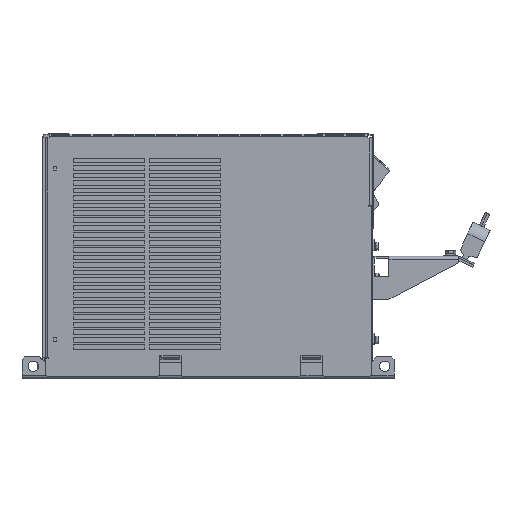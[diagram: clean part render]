
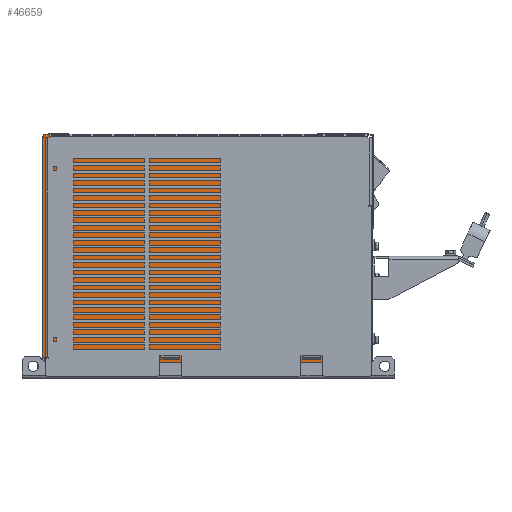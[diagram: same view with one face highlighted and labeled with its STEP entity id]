
A CAD part, left-side view. The second image highlights one B-rep face of the part: STEP entity #46659.
In plain terms, the highlighted planar face has unit normal (-1, 0, 0).
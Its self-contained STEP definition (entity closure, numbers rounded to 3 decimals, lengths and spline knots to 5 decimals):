
#2052=DIRECTION('',(0.,0.,-1.));
#2053=VECTOR('',#2052,0.00176);
#2054=CARTESIAN_POINT('',(-0.0625,-0.145,0.01626));
#2055=LINE('',#2054,#2053);
#2060=DIRECTION('',(0.,0.,-1.));
#2061=VECTOR('',#2060,0.18058);
#2062=CARTESIAN_POINT('',(-0.0625,-0.145,0.258));
#2063=LINE('',#2062,#2061);
#2127=DIRECTION('',(0.,0.,-1.));
#2128=VECTOR('',#2127,0.005);
#2129=CARTESIAN_POINT('',(-0.0625,0.175,0.02));
#2130=LINE('',#2129,#2128);
#3270=DIRECTION('',(0.,0.,-1.));
#3271=VECTOR('',#3270,0.00212);
#3272=CARTESIAN_POINT('',(-0.0625,-0.101,0.02027));
#3273=LINE('',#3272,#3271);
#3304=DIRECTION('',(0.,0.,1.));
#3305=VECTOR('',#3304,0.2355);
#3306=CARTESIAN_POINT('',(-0.0625,0.1775,0.02));
#3307=LINE('',#3306,#3305);
#3308=DIRECTION('',(0.,0.,1.));
#3309=VECTOR('',#3308,0.0015);
#3310=CARTESIAN_POINT('',(-0.0625,0.1765,0.2555));
#3311=LINE('',#3310,#3309);
#3312=CARTESIAN_POINT('',(-0.0625,0.174,0.257));
#3313=DIRECTION('',(1.,0.,0.));
#3314=DIRECTION('',(0.,1.,0.));
#3315=AXIS2_PLACEMENT_3D('',#3312,#3313,#3314);
#3317=DIRECTION('',(0.,-1.,0.));
#3318=VECTOR('',#3317,0.004);
#3319=CARTESIAN_POINT('',(-0.0625,0.174,0.2595));
#3320=LINE('',#3319,#3318);
#3321=DIRECTION('',(0.,-1.,0.));
#3322=VECTOR('',#3321,0.0015);
#3323=CARTESIAN_POINT('',(-0.0625,0.1745,0.2554));
#3324=LINE('',#3323,#3322);
#3347=DIRECTION('',(0.,0.,1.));
#3348=VECTOR('',#3347,0.2354);
#3349=CARTESIAN_POINT('',(-0.0625,0.173,0.02));
#3350=LINE('',#3349,#3348);
#3355=DIRECTION('',(0.,-1.,0.));
#3356=VECTOR('',#3355,0.0015);
#3357=CARTESIAN_POINT('',(-0.0625,0.1745,0.02));
#3358=LINE('',#3357,#3356);
#3377=DIRECTION('',(0.,0.,1.));
#3378=VECTOR('',#3377,0.2354);
#3379=CARTESIAN_POINT('',(-0.0625,0.1745,0.02));
#3380=LINE('',#3379,#3378);
#3519=DIRECTION('',(0.,0.,-1.));
#3520=VECTOR('',#3519,0.00212);
#3521=CARTESIAN_POINT('',(-0.0625,0.0505,0.02027));
#3522=LINE('',#3521,#3520);
#3553=DIRECTION('',(0.,-1.,0.));
#3554=VECTOR('',#3553,0.02);
#3555=CARTESIAN_POINT('',(-0.0625,0.0505,0.02027));
#3556=LINE('',#3555,#3554);
#3557=DIRECTION('',(0.,0.,1.));
#3558=VECTOR('',#3557,0.00212);
#3559=CARTESIAN_POINT('',(-0.0625,0.0305,0.01815));
#3560=LINE('',#3559,#3558);
#3587=DIRECTION('',(0.,-1.,0.));
#3588=VECTOR('',#3587,0.02);
#3589=CARTESIAN_POINT('',(-0.0625,0.0505,0.01815));
#3590=LINE('',#3589,#3588);
#3671=DIRECTION('',(0.,-1.,0.));
#3672=VECTOR('',#3671,0.3195);
#3673=CARTESIAN_POINT('',(-0.0625,0.1745,0.0145));
#3674=LINE('',#3673,#3672);
#4635=DIRECTION('',(0.,-0.248,0.969));
#4636=VECTOR('',#4635,0.02418);
#4637=CARTESIAN_POINT('',(-0.0625,-0.139,0.054));
#4638=LINE('',#4637,#4636);
#4695=DIRECTION('',(0.,-1.,0.));
#4696=VECTOR('',#4695,0.006);
#4697=CARTESIAN_POINT('',(-0.0625,-0.139,0.01626));
#4698=LINE('',#4697,#4696);
#4703=DIRECTION('',(0.,0.,-1.));
#4704=VECTOR('',#4703,0.03774);
#4705=CARTESIAN_POINT('',(-0.0625,-0.139,0.054));
#4706=LINE('',#4705,#4704);
#5051=DIRECTION('',(0.,0.707,0.707));
#5052=VECTOR('',#5051,0.00071);
#5053=CARTESIAN_POINT('',(-0.0625,0.1745,0.0145));
#5054=LINE('',#5053,#5052);
#5165=DIRECTION('',(0.,-1.,0.));
#5166=VECTOR('',#5165,0.0025);
#5167=CARTESIAN_POINT('',(-0.0625,0.1775,0.02));
#5168=LINE('',#5167,#5166);
#14886=DIRECTION('',(0.,0.,1.));
#14887=VECTOR('',#14886,0.00212);
#14888=CARTESIAN_POINT('',(-0.0625,-0.121,0.01815));
#14889=LINE('',#14888,#14887);
#14916=DIRECTION('',(0.,-1.,0.));
#14917=VECTOR('',#14916,0.02);
#14918=CARTESIAN_POINT('',(-0.0625,-0.101,0.01815));
#14919=LINE('',#14918,#14917);
#14936=DIRECTION('',(0.,-1.,0.));
#14937=VECTOR('',#14936,0.02);
#14938=CARTESIAN_POINT('',(-0.0625,-0.101,0.02027));
#14939=LINE('',#14938,#14937);
#15264=DIRECTION('',(0.,-1.,0.));
#15265=VECTOR('',#15264,0.315);
#15266=CARTESIAN_POINT('',(-0.0625,0.17,0.258));
#15267=LINE('',#15266,#15265);
#15813=DIRECTION('',(0.,0.,1.));
#15814=VECTOR('',#15813,0.0015);
#15815=CARTESIAN_POINT('',(-0.0625,0.17,0.258));
#15816=LINE('',#15815,#15814);
#18422=DIRECTION('',(0.,1.,0.));
#18423=VECTOR('',#18422,0.001);
#18424=CARTESIAN_POINT('',(-0.0625,0.1765,0.2555));
#18425=LINE('',#18424,#18423);
#28123=CARTESIAN_POINT('',(-0.0625,0.1765,0.2555));
#28125=VERTEX_POINT('',#28123);
#28127=CARTESIAN_POINT('',(-0.0625,0.1765,0.257));
#28128=VERTEX_POINT('',#28127);
#28223=CARTESIAN_POINT('',(-0.0625,0.1775,0.2555));
#28224=VERTEX_POINT('',#28223);
#28225=CARTESIAN_POINT('',(-0.0625,0.1775,0.02));
#28226=VERTEX_POINT('',#28225);
#32477=CARTESIAN_POINT('',(-0.0625,0.17,0.2595));
#32478=VERTEX_POINT('',#32477);
#32479=CARTESIAN_POINT('',(-0.0625,0.174,0.2595));
#32480=VERTEX_POINT('',#32479);
#35938=CARTESIAN_POINT('',(-0.0625,0.0305,0.01815));
#35939=CARTESIAN_POINT('',(-0.0625,0.0305,0.02027));
#35940=VERTEX_POINT('',#35938);
#35941=VERTEX_POINT('',#35939);
#35942=CARTESIAN_POINT('',(-0.0625,0.0505,0.02027));
#35943=CARTESIAN_POINT('',(-0.0625,0.0505,0.01815));
#35944=VERTEX_POINT('',#35942);
#35945=VERTEX_POINT('',#35943);
#35956=CARTESIAN_POINT('',(-0.0625,-0.145,0.258));
#35958=VERTEX_POINT('',#35956);
#35960=CARTESIAN_POINT('',(-0.0625,0.17,0.258));
#35961=VERTEX_POINT('',#35960);
#36220=CARTESIAN_POINT('',(-0.0625,-0.121,0.01815));
#36221=CARTESIAN_POINT('',(-0.0625,-0.121,0.02027));
#36222=VERTEX_POINT('',#36220);
#36223=VERTEX_POINT('',#36221);
#36224=CARTESIAN_POINT('',(-0.0625,-0.101,0.02027));
#36225=CARTESIAN_POINT('',(-0.0625,-0.101,0.01815));
#36226=VERTEX_POINT('',#36224);
#36227=VERTEX_POINT('',#36225);
#36228=CARTESIAN_POINT('',(-0.0625,0.1745,0.2554));
#36229=CARTESIAN_POINT('',(-0.0625,0.173,0.2554));
#36230=VERTEX_POINT('',#36228);
#36231=VERTEX_POINT('',#36229);
#36232=CARTESIAN_POINT('',(-0.0625,0.1745,0.02));
#36233=VERTEX_POINT('',#36232);
#36234=CARTESIAN_POINT('',(-0.0625,0.173,0.02));
#36235=VERTEX_POINT('',#36234);
#36242=CARTESIAN_POINT('',(-0.0625,-0.139,0.054));
#36243=CARTESIAN_POINT('',(-0.0625,-0.139,0.01626));
#36244=VERTEX_POINT('',#36242);
#36245=VERTEX_POINT('',#36243);
#36250=CARTESIAN_POINT('',(-0.0625,-0.145,0.07742));
#36251=VERTEX_POINT('',#36250);
#36258=CARTESIAN_POINT('',(-0.0625,-0.145,0.01626));
#36259=VERTEX_POINT('',#36258);
#36288=CARTESIAN_POINT('',(-0.0625,-0.145,0.0145));
#36289=VERTEX_POINT('',#36288);
#36290=CARTESIAN_POINT('',(-0.0625,0.1745,0.0145));
#36291=VERTEX_POINT('',#36290);
#36292=CARTESIAN_POINT('',(-0.0625,0.175,0.015));
#36293=VERTEX_POINT('',#36292);
#36328=CARTESIAN_POINT('',(-0.0625,0.175,0.02));
#36330=VERTEX_POINT('',#36328);
#46596=CARTESIAN_POINT('',(-0.0625,0.1765,0.));
#46597=DIRECTION('',(1.,0.,0.));
#46598=DIRECTION('',(0.,1.,0.));
#46599=AXIS2_PLACEMENT_3D('',#46596,#46597,#46598);
#46600=PLANE('',#46599);
#46602=ORIENTED_EDGE('',*,*,#46601,.F.);
#46604=ORIENTED_EDGE('',*,*,#46603,.T.);
#46605=ORIENTED_EDGE('',*,*,#41133,.T.);
#46607=ORIENTED_EDGE('',*,*,#46606,.F.);
#46609=ORIENTED_EDGE('',*,*,#46608,.T.);
#46611=ORIENTED_EDGE('',*,*,#46610,.T.);
#46612=ORIENTED_EDGE('',*,*,#41106,.T.);
#46614=ORIENTED_EDGE('',*,*,#46613,.F.);
#46616=ORIENTED_EDGE('',*,*,#46615,.T.);
#46617=ORIENTED_EDGE('',*,*,#41979,.F.);
#46619=ORIENTED_EDGE('',*,*,#46618,.F.);
#46620=ORIENTED_EDGE('',*,*,#42311,.T.);
#46622=ORIENTED_EDGE('',*,*,#46621,.F.);
#46624=ORIENTED_EDGE('',*,*,#46623,.T.);
#46626=ORIENTED_EDGE('',*,*,#46625,.T.);
#46627=ORIENTED_EDGE('',*,*,#45241,.T.);
#46628=EDGE_LOOP('',(#46602,#46604,#46605,#46607,#46609,#46611,#46612,#46614,
#46616,#46617,#46619,#46620,#46622,#46624,#46626,#46627));
#46629=FACE_OUTER_BOUND('',#46628,.F.);
#46631=ORIENTED_EDGE('',*,*,#46630,.T.);
#46633=ORIENTED_EDGE('',*,*,#46632,.F.);
#46634=ORIENTED_EDGE('',*,*,#46567,.T.);
#46636=ORIENTED_EDGE('',*,*,#46635,.T.);
#46637=EDGE_LOOP('',(#46631,#46633,#46634,#46636));
#46638=FACE_BOUND('',#46637,.F.);
#46640=ORIENTED_EDGE('',*,*,#46639,.T.);
#46642=ORIENTED_EDGE('',*,*,#46641,.F.);
#46644=ORIENTED_EDGE('',*,*,#46643,.T.);
#46646=ORIENTED_EDGE('',*,*,#46645,.T.);
#46647=EDGE_LOOP('',(#46640,#46642,#46644,#46646));
#46648=FACE_BOUND('',#46647,.F.);
#46650=ORIENTED_EDGE('',*,*,#46649,.F.);
#46652=ORIENTED_EDGE('',*,*,#46651,.F.);
#46654=ORIENTED_EDGE('',*,*,#46653,.T.);
#46656=ORIENTED_EDGE('',*,*,#46655,.T.);
#46657=EDGE_LOOP('',(#46650,#46652,#46654,#46656));
#46658=FACE_BOUND('',#46657,.F.);
#46659=ADVANCED_FACE('',(#46629,#46638,#46648,#46658),#46600,.F.);
#3316=CIRCLE('',#3315,0.0025);
#41106=EDGE_CURVE('',#36259,#36289,#2055,.T.);
#41133=EDGE_CURVE('',#35958,#36251,#2063,.T.);
#41979=EDGE_CURVE('',#36330,#36293,#2130,.T.);
#42311=EDGE_CURVE('',#28226,#28224,#3307,.T.);
#45241=EDGE_CURVE('',#32480,#32478,#3320,.T.);
#46567=EDGE_CURVE('',#36226,#36227,#3273,.T.);
#46601=EDGE_CURVE('',#35961,#32478,#15816,.T.);
#46603=EDGE_CURVE('',#35961,#35958,#15267,.T.);
#46606=EDGE_CURVE('',#36244,#36251,#4638,.T.);
#46608=EDGE_CURVE('',#36244,#36245,#4706,.T.);
#46610=EDGE_CURVE('',#36245,#36259,#4698,.T.);
#46613=EDGE_CURVE('',#36291,#36289,#3674,.T.);
#46615=EDGE_CURVE('',#36291,#36293,#5054,.T.);
#46618=EDGE_CURVE('',#28226,#36330,#5168,.T.);
#46621=EDGE_CURVE('',#28125,#28224,#18425,.T.);
#46623=EDGE_CURVE('',#28125,#28128,#3311,.T.);
#46625=EDGE_CURVE('',#28128,#32480,#3316,.T.);
#46630=EDGE_CURVE('',#36222,#36223,#14889,.T.);
#46632=EDGE_CURVE('',#36226,#36223,#14939,.T.);
#46635=EDGE_CURVE('',#36227,#36222,#14919,.T.);
#46639=EDGE_CURVE('',#35940,#35941,#3560,.T.);
#46641=EDGE_CURVE('',#35944,#35941,#3556,.T.);
#46643=EDGE_CURVE('',#35944,#35945,#3522,.T.);
#46645=EDGE_CURVE('',#35945,#35940,#3590,.T.);
#46649=EDGE_CURVE('',#36230,#36231,#3324,.T.);
#46651=EDGE_CURVE('',#36233,#36230,#3380,.T.);
#46653=EDGE_CURVE('',#36233,#36235,#3358,.T.);
#46655=EDGE_CURVE('',#36235,#36231,#3350,.T.);
